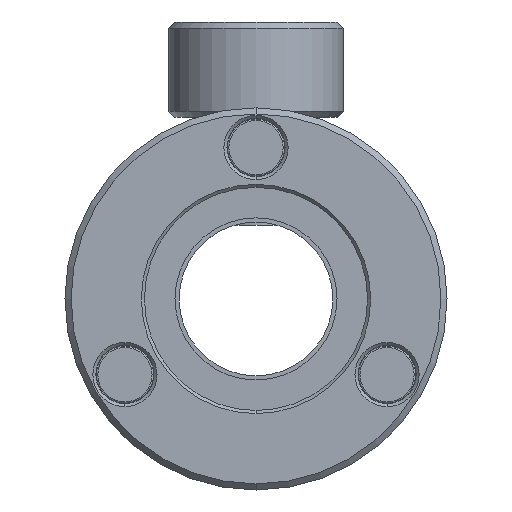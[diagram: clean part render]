
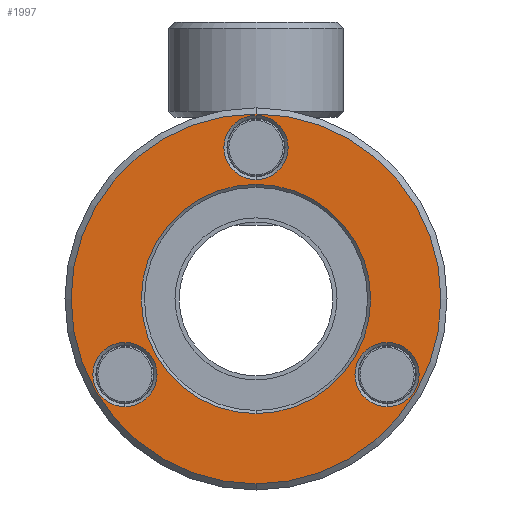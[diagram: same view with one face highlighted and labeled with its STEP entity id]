
A CAD part, front view. The second image highlights one B-rep face of the part: STEP entity #1997.
In plain terms, the highlighted planar face has unit normal (0, -1, 0).
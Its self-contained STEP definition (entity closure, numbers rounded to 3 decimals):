
#3 = EDGE_CURVE ( 'NONE', #1089, #1602, #3439, .T. ) ;
#86 = CARTESIAN_POINT ( 'NONE',  ( -16.777, -19.548, 27.213 ) ) ;
#115 = VERTEX_POINT ( 'NONE', #2323 ) ;
#153 = DIRECTION ( 'NONE',  ( 0., -1., 0. ) ) ;
#174 = CARTESIAN_POINT ( 'NONE',  ( -16.777, -19.548, 24.419 ) ) ;
#188 = AXIS2_PLACEMENT_3D ( 'NONE', #2225, #3058, #1113 ) ;
#199 = VERTEX_POINT ( 'NONE', #447 ) ;
#291 = AXIS2_PLACEMENT_3D ( 'NONE', #1410, #1156, #3106 ) ;
#296 = DIRECTION ( 'NONE',  ( 0., 1., 0. ) ) ;
#349 = CARTESIAN_POINT ( 'NONE',  ( -16.777, -19.548, 2.321 ) ) ;
#354 = CARTESIAN_POINT ( 'NONE',  ( -16.777, -19.548, 27.086 ) ) ;
#379 = CARTESIAN_POINT ( 'NONE',  ( -27.665, -19.548, 5.559 ) ) ;
#385 = CIRCLE ( 'NONE', #291, 2.667 ) ;
#430 = CIRCLE ( 'NONE', #188, 2.667 ) ;
#447 = CARTESIAN_POINT ( 'NONE',  ( -16.777, -19.548, 21.752 ) ) ;
#459 = ORIENTED_EDGE ( 'NONE', *, *, #562, .T. ) ;
#545 = AXIS2_PLACEMENT_3D ( 'NONE', #2673, #3573, #2461 ) ;
#562 = EDGE_CURVE ( 'NONE', #1135, #2956, #385, .T. ) ;
#634 = EDGE_CURVE ( 'NONE', #199, #922, #2359, .T. ) ;
#635 = EDGE_LOOP ( 'NONE', ( #2885, #2525 ) ) ;
#652 = FACE_BOUND ( 'NONE', #1509, .T. ) ;
#675 = EDGE_LOOP ( 'NONE', ( #459, #798 ) ) ;
#722 = CIRCLE ( 'NONE', #2099, 2.667 ) ;
#798 = ORIENTED_EDGE ( 'NONE', *, *, #894, .T. ) ;
#882 = CARTESIAN_POINT ( 'NONE',  ( -27.665, -19.548, 2.892 ) ) ;
#894 = EDGE_CURVE ( 'NONE', #2956, #1135, #3454, .T. ) ;
#922 = VERTEX_POINT ( 'NONE', #354 ) ;
#954 = CARTESIAN_POINT ( 'NONE',  ( -16.777, -19.548, 11.846 ) ) ;
#983 = ORIENTED_EDGE ( 'NONE', *, *, #1541, .T. ) ;
#1035 = CARTESIAN_POINT ( 'NONE',  ( -16.777, -19.548, 21.371 ) ) ;
#1072 = CARTESIAN_POINT ( 'NONE',  ( -16.777, -19.548, 11.846 ) ) ;
#1089 = VERTEX_POINT ( 'NONE', #86 ) ;
#1111 = DIRECTION ( 'NONE',  ( 0., 0., -1. ) ) ;
#1113 = DIRECTION ( 'NONE',  ( 0., 0., -1. ) ) ;
#1116 = DIRECTION ( 'NONE',  ( 0., 0., -1. ) ) ;
#1135 = VERTEX_POINT ( 'NONE', #882 ) ;
#1156 = DIRECTION ( 'NONE',  ( 0., 1., 0. ) ) ;
#1195 = DIRECTION ( 'NONE',  ( 0., 1., 0. ) ) ;
#1270 = CIRCLE ( 'NONE', #2125, 9.525 ) ;
#1362 = DIRECTION ( 'NONE',  ( 0., -1., 0. ) ) ;
#1402 = CARTESIAN_POINT ( 'NONE',  ( -5.888, -19.548, 8.226 ) ) ;
#1410 = CARTESIAN_POINT ( 'NONE',  ( -27.665, -19.548, 5.559 ) ) ;
#1509 = EDGE_LOOP ( 'NONE', ( #2654, #1514 ) ) ;
#1514 = ORIENTED_EDGE ( 'NONE', *, *, #2505, .F. ) ;
#1523 = AXIS2_PLACEMENT_3D ( 'NONE', #3331, #296, #1659 ) ;
#1541 = EDGE_CURVE ( 'NONE', #115, #2746, #1762, .T. ) ;
#1545 = ORIENTED_EDGE ( 'NONE', *, *, #3340, .T. ) ;
#1602 = VERTEX_POINT ( 'NONE', #2457 ) ;
#1613 = EDGE_CURVE ( 'NONE', #1602, #1089, #2243, .T. ) ;
#1654 = CARTESIAN_POINT ( 'NONE',  ( -16.777, -19.548, 11.846 ) ) ;
#1656 = AXIS2_PLACEMENT_3D ( 'NONE', #379, #1195, #3132 ) ;
#1659 = DIRECTION ( 'NONE',  ( 0., 0., -1. ) ) ;
#1664 = CARTESIAN_POINT ( 'NONE',  ( -5.888, -19.548, 5.559 ) ) ;
#1753 = DIRECTION ( 'NONE',  ( 0., 0., -1. ) ) ;
#1762 = CIRCLE ( 'NONE', #2417, 2.667 ) ;
#1802 = FACE_OUTER_BOUND ( 'NONE', #635, .T. ) ;
#1910 = VERTEX_POINT ( 'NONE', #1035 ) ;
#1997 = ADVANCED_FACE ( 'NONE', ( #3284, #2819, #2555, #1802, #652 ), #2093, .T. ) ;
#2009 = DIRECTION ( 'NONE',  ( 0., 0., -1. ) ) ;
#2029 = EDGE_CURVE ( 'NONE', #2746, #115, #430, .T. ) ;
#2093 = PLANE ( 'NONE',  #545 ) ;
#2099 = AXIS2_PLACEMENT_3D ( 'NONE', #174, #3429, #1753 ) ;
#2119 = VERTEX_POINT ( 'NONE', #349 ) ;
#2125 = AXIS2_PLACEMENT_3D ( 'NONE', #954, #153, #2009 ) ;
#2225 = CARTESIAN_POINT ( 'NONE',  ( -5.888, -19.548, 5.559 ) ) ;
#2226 = DIRECTION ( 'NONE',  ( 0., 0., -1. ) ) ;
#2243 = CIRCLE ( 'NONE', #2488, 15.367 ) ;
#2323 = CARTESIAN_POINT ( 'NONE',  ( -5.888, -19.548, 2.892 ) ) ;
#2342 = AXIS2_PLACEMENT_3D ( 'NONE', #1654, #2822, #2226 ) ;
#2359 = CIRCLE ( 'NONE', #1523, 2.667 ) ;
#2365 = AXIS2_PLACEMENT_3D ( 'NONE', #2776, #1362, #1116 ) ;
#2417 = AXIS2_PLACEMENT_3D ( 'NONE', #1664, #3332, #1111 ) ;
#2433 = CIRCLE ( 'NONE', #2365, 9.525 ) ;
#2457 = CARTESIAN_POINT ( 'NONE',  ( -16.777, -19.548, -3.521 ) ) ;
#2461 = DIRECTION ( 'NONE',  ( 0., 0., -1. ) ) ;
#2469 = DIRECTION ( 'NONE',  ( 0., -1., 0. ) ) ;
#2488 = AXIS2_PLACEMENT_3D ( 'NONE', #1072, #2469, #3031 ) ;
#2505 = EDGE_CURVE ( 'NONE', #1910, #2119, #2433, .T. ) ;
#2525 = ORIENTED_EDGE ( 'NONE', *, *, #1613, .T. ) ;
#2533 = ORIENTED_EDGE ( 'NONE', *, *, #2029, .T. ) ;
#2555 = FACE_BOUND ( 'NONE', #675, .T. ) ;
#2640 = CARTESIAN_POINT ( 'NONE',  ( -27.665, -19.548, 8.226 ) ) ;
#2654 = ORIENTED_EDGE ( 'NONE', *, *, #2737, .F. ) ;
#2656 = EDGE_LOOP ( 'NONE', ( #983, #2533 ) ) ;
#2673 = CARTESIAN_POINT ( 'NONE',  ( -7.252, -19.548, 11.846 ) ) ;
#2737 = EDGE_CURVE ( 'NONE', #2119, #1910, #1270, .T. ) ;
#2746 = VERTEX_POINT ( 'NONE', #1402 ) ;
#2776 = CARTESIAN_POINT ( 'NONE',  ( -16.777, -19.548, 11.846 ) ) ;
#2819 = FACE_BOUND ( 'NONE', #3015, .T. ) ;
#2822 = DIRECTION ( 'NONE',  ( 0., -1., 0. ) ) ;
#2885 = ORIENTED_EDGE ( 'NONE', *, *, #3, .T. ) ;
#2956 = VERTEX_POINT ( 'NONE', #2640 ) ;
#3012 = ORIENTED_EDGE ( 'NONE', *, *, #634, .T. ) ;
#3015 = EDGE_LOOP ( 'NONE', ( #3012, #1545 ) ) ;
#3031 = DIRECTION ( 'NONE',  ( 0., 0., -1. ) ) ;
#3058 = DIRECTION ( 'NONE',  ( 0., 1., 0. ) ) ;
#3106 = DIRECTION ( 'NONE',  ( 0., 0., -1. ) ) ;
#3132 = DIRECTION ( 'NONE',  ( 0., 0., -1. ) ) ;
#3284 = FACE_BOUND ( 'NONE', #2656, .T. ) ;
#3331 = CARTESIAN_POINT ( 'NONE',  ( -16.777, -19.548, 24.419 ) ) ;
#3332 = DIRECTION ( 'NONE',  ( 0., 1., 0. ) ) ;
#3340 = EDGE_CURVE ( 'NONE', #922, #199, #722, .T. ) ;
#3429 = DIRECTION ( 'NONE',  ( 0., 1., 0. ) ) ;
#3439 = CIRCLE ( 'NONE', #2342, 15.367 ) ;
#3454 = CIRCLE ( 'NONE', #1656, 2.667 ) ;
#3573 = DIRECTION ( 'NONE',  ( 0., -1., 0. ) ) ;
